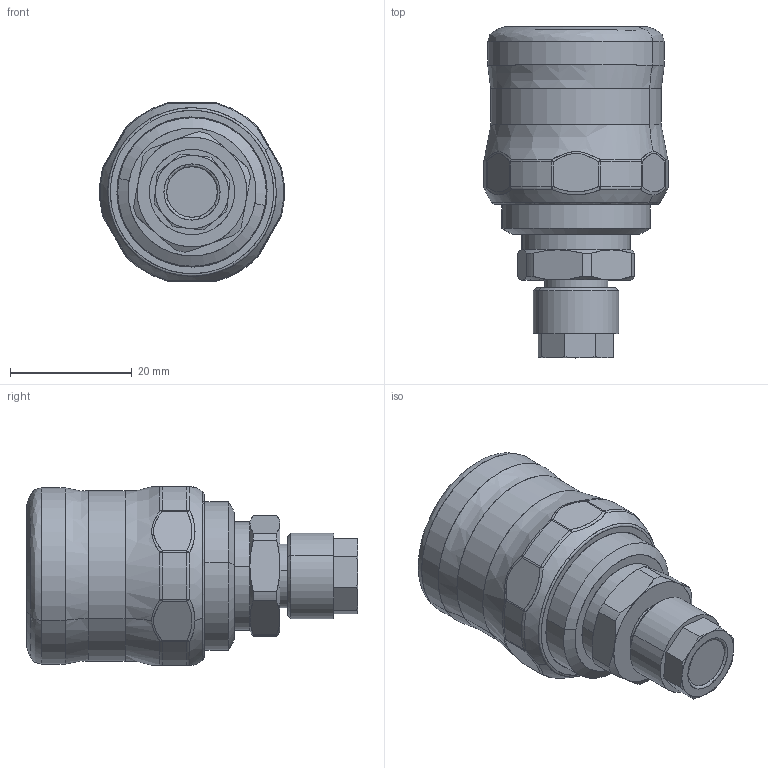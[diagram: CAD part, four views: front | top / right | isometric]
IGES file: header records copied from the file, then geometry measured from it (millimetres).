
Start section: SolidWorks IGES file using analytic representation for surfaces
Global section: file name: 0066400002.igs; native system: SolidWorks 2011; preprocessor: SolidWorks 2011; author: cad05; date: 111019.095300; units: millimetre
Bounding box: 30.29 x 54.5 x 29.4 mm (x, y, z)
Surface area: 5871 mm2 (no closed solid volume)
Topology: 0 solids, 0 shells, 202 faces, 2008 edges, 2006 vertices
Faces by surface type: revolution 130, bspline 72
